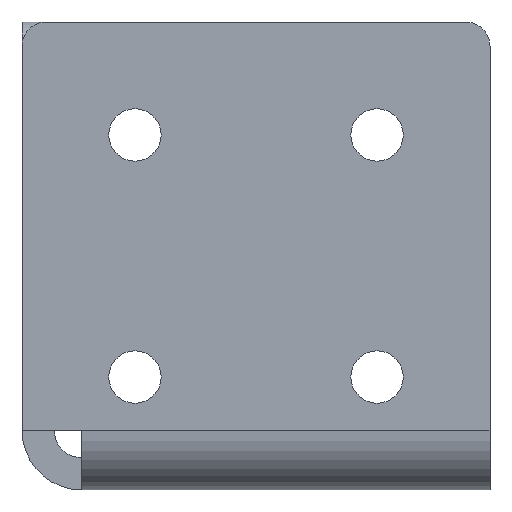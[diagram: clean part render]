
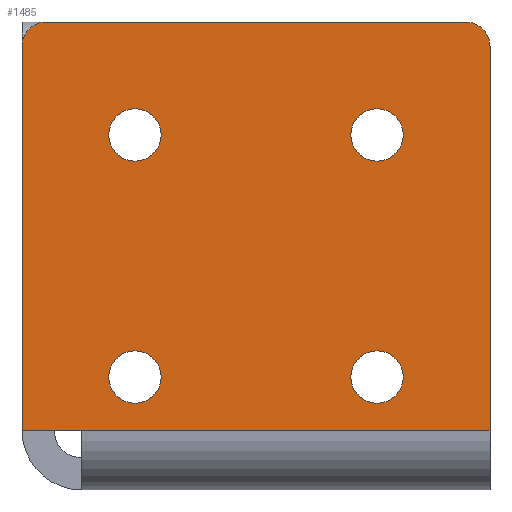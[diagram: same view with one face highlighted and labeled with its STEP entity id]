
A CAD part, front view. The second image highlights one B-rep face of the part: STEP entity #1485.
In plain terms, the highlighted planar face has unit normal (0, -1, 0).
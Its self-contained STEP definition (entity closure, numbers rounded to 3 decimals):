
#11 = ORIENTED_EDGE ( 'NONE', *, *, #1374, .F. ) ;
#18 = DIRECTION ( 'NONE',  ( 0., 0., 1. ) ) ;
#38 = CIRCLE ( 'NONE', #622, 1.5 ) ;
#65 = AXIS2_PLACEMENT_3D ( 'NONE', #486, #1300, #616 ) ;
#68 = DIRECTION ( 'NONE',  ( -1., 0., 0. ) ) ;
#75 = CIRCLE ( 'NONE', #383, 1.625 ) ;
#77 = DIRECTION ( 'NONE',  ( 0., 0., 1. ) ) ;
#79 = DIRECTION ( 'NONE',  ( 1., 0., 0. ) ) ;
#94 = ORIENTED_EDGE ( 'NONE', *, *, #675, .T. ) ;
#114 = DIRECTION ( 'NONE',  ( 0., 1., 0. ) ) ;
#116 = CARTESIAN_POINT ( 'NONE',  ( 7., 0., 21.625 ) ) ;
#119 = DIRECTION ( 'NONE',  ( -1., 0., 0. ) ) ;
#131 = EDGE_CURVE ( 'NONE', #613, #1058, #1504, .T. ) ;
#136 = EDGE_LOOP ( 'NONE', ( #511, #998 ) ) ;
#139 = LINE ( 'NONE', #898, #734 ) ;
#152 = VERTEX_POINT ( 'NONE', #723 ) ;
#158 = ORIENTED_EDGE ( 'NONE', *, *, #943, .T. ) ;
#186 = CARTESIAN_POINT ( 'NONE',  ( 7., 0., 18.375 ) ) ;
#187 = DIRECTION ( 'NONE',  ( 0., -1., 0. ) ) ;
#190 = VERTEX_POINT ( 'NONE', #1063 ) ;
#210 = AXIS2_PLACEMENT_3D ( 'NONE', #1475, #788, #77 ) ;
#243 = DIRECTION ( 'NONE',  ( 0., 1., 0. ) ) ;
#249 = DIRECTION ( 'NONE',  ( 0., 1., 0. ) ) ;
#252 = VERTEX_POINT ( 'NONE', #1278 ) ;
#270 = AXIS2_PLACEMENT_3D ( 'NONE', #934, #243, #1043 ) ;
#281 = FACE_OUTER_BOUND ( 'NONE', #1365, .T. ) ;
#292 = VERTEX_POINT ( 'NONE', #1388 ) ;
#307 = EDGE_CURVE ( 'NONE', #331, #856, #1107, .T. ) ;
#331 = VERTEX_POINT ( 'NONE', #116 ) ;
#338 = ORIENTED_EDGE ( 'NONE', *, *, #655, .T. ) ;
#344 = ORIENTED_EDGE ( 'NONE', *, *, #851, .T. ) ;
#353 = CARTESIAN_POINT ( 'NONE',  ( 29., 0., 25.5 ) ) ;
#354 = EDGE_CURVE ( 'NONE', #1058, #613, #75, .T. ) ;
#356 = CARTESIAN_POINT ( 'NONE',  ( 7., 0., 20. ) ) ;
#362 = CIRCLE ( 'NONE', #695, 1.625 ) ;
#376 = DIRECTION ( 'NONE',  ( 0., 1., 0. ) ) ;
#380 = DIRECTION ( 'NONE',  ( 0., 0., 1. ) ) ;
#383 = AXIS2_PLACEMENT_3D ( 'NONE', #1052, #376, #1180 ) ;
#390 = LINE ( 'NONE', #1227, #962 ) ;
#402 = VERTEX_POINT ( 'NONE', #623 ) ;
#403 = EDGE_CURVE ( 'NONE', #1368, #292, #362, .T. ) ;
#411 = CIRCLE ( 'NONE', #746, 1.625 ) ;
#427 = ORIENTED_EDGE ( 'NONE', *, *, #1071, .T. ) ;
#449 = AXIS2_PLACEMENT_3D ( 'NONE', #1259, #572, #1212 ) ;
#471 = DIRECTION ( 'NONE',  ( 0., 0., 1. ) ) ;
#486 = CARTESIAN_POINT ( 'NONE',  ( 22., 0., 20. ) ) ;
#496 = VECTOR ( 'NONE', #68, 1000. ) ;
#511 = ORIENTED_EDGE ( 'NONE', *, *, #307, .T. ) ;
#540 = CARTESIAN_POINT ( 'NONE',  ( 29., 0., 0. ) ) ;
#543 = CARTESIAN_POINT ( 'NONE',  ( 22., 0., 18.375 ) ) ;
#544 = CARTESIAN_POINT ( 'NONE',  ( 3.7, 0., 1.7 ) ) ;
#566 = FACE_BOUND ( 'NONE', #1334, .T. ) ;
#572 = DIRECTION ( 'NONE',  ( 0., -1., 0. ) ) ;
#587 = EDGE_LOOP ( 'NONE', ( #338, #94 ) ) ;
#606 = CARTESIAN_POINT ( 'NONE',  ( 27.5, 0., 27. ) ) ;
#613 = VERTEX_POINT ( 'NONE', #1160 ) ;
#616 = DIRECTION ( 'NONE',  ( 0., 0., 1. ) ) ;
#620 = CARTESIAN_POINT ( 'NONE',  ( 1.5, 0., 27. ) ) ;
#622 = AXIS2_PLACEMENT_3D ( 'NONE', #886, #187, #1000 ) ;
#623 = CARTESIAN_POINT ( 'NONE',  ( 22., 0., 3.375 ) ) ;
#648 = VERTEX_POINT ( 'NONE', #353 ) ;
#655 = EDGE_CURVE ( 'NONE', #1231, #402, #1019, .T. ) ;
#665 = AXIS2_PLACEMENT_3D ( 'NONE', #1412, #724, #18 ) ;
#667 = CARTESIAN_POINT ( 'NONE',  ( 22., 0., 6.625 ) ) ;
#675 = EDGE_CURVE ( 'NONE', #402, #1231, #411, .T. ) ;
#695 = AXIS2_PLACEMENT_3D ( 'NONE', #822, #114, #929 ) ;
#723 = CARTESIAN_POINT ( 'NONE',  ( 0., 0., 25.5 ) ) ;
#724 = DIRECTION ( 'NONE',  ( 0., 1., 0. ) ) ;
#734 = VECTOR ( 'NONE', #79, 1000. ) ;
#746 = AXIS2_PLACEMENT_3D ( 'NONE', #942, #249, #1048 ) ;
#788 = DIRECTION ( 'NONE',  ( 0., 1., 0. ) ) ;
#812 = ORIENTED_EDGE ( 'NONE', *, *, #1017, .T. ) ;
#820 = VERTEX_POINT ( 'NONE', #544 ) ;
#822 = CARTESIAN_POINT ( 'NONE',  ( 7., 0., 5. ) ) ;
#825 = ORIENTED_EDGE ( 'NONE', *, *, #131, .T. ) ;
#830 = ORIENTED_EDGE ( 'NONE', *, *, #354, .T. ) ;
#840 = CARTESIAN_POINT ( 'NONE',  ( 0., 0., 0. ) ) ;
#845 = ORIENTED_EDGE ( 'NONE', *, *, #1122, .T. ) ;
#846 = CIRCLE ( 'NONE', #449, 1.5 ) ;
#851 = EDGE_CURVE ( 'NONE', #1369, #1458, #1093, .T. ) ;
#856 = VERTEX_POINT ( 'NONE', #186 ) ;
#865 = FACE_BOUND ( 'NONE', #587, .T. ) ;
#886 = CARTESIAN_POINT ( 'NONE',  ( 27.5, 0., 25.5 ) ) ;
#898 = CARTESIAN_POINT ( 'NONE',  ( 29., 0., 1.7 ) ) ;
#916 = LINE ( 'NONE', #540, #1232 ) ;
#929 = DIRECTION ( 'NONE',  ( 0., 0., 1. ) ) ;
#933 = CARTESIAN_POINT ( 'NONE',  ( 0., 0., 1.7 ) ) ;
#934 = CARTESIAN_POINT ( 'NONE',  ( 22., 0., 5. ) ) ;
#939 = ORIENTED_EDGE ( 'NONE', *, *, #1239, .T. ) ;
#942 = CARTESIAN_POINT ( 'NONE',  ( 22., 0., 5. ) ) ;
#943 = EDGE_CURVE ( 'NONE', #190, #820, #139, .T. ) ;
#944 = EDGE_LOOP ( 'NONE', ( #825, #830 ) ) ;
#962 = VECTOR ( 'NONE', #1348, 1000. ) ;
#998 = ORIENTED_EDGE ( 'NONE', *, *, #1421, .T. ) ;
#1000 = DIRECTION ( 'NONE',  ( 0., 0., 1. ) ) ;
#1002 = VECTOR ( 'NONE', #119, 1000. ) ;
#1017 = EDGE_CURVE ( 'NONE', #252, #648, #916, .T. ) ;
#1019 = CIRCLE ( 'NONE', #270, 1.625 ) ;
#1043 = DIRECTION ( 'NONE',  ( 0., 0., 1. ) ) ;
#1048 = DIRECTION ( 'NONE',  ( 0., 0., 1. ) ) ;
#1052 = CARTESIAN_POINT ( 'NONE',  ( 22., 0., 20. ) ) ;
#1058 = VERTEX_POINT ( 'NONE', #543 ) ;
#1059 = DIRECTION ( 'NONE',  ( 0., 1., 0. ) ) ;
#1063 = CARTESIAN_POINT ( 'NONE',  ( 0., 0., 1.7 ) ) ;
#1071 = EDGE_CURVE ( 'NONE', #292, #1368, #1493, .T. ) ;
#1093 = LINE ( 'NONE', #1464, #496 ) ;
#1107 = CIRCLE ( 'NONE', #1416, 1.625 ) ;
#1122 = EDGE_CURVE ( 'NONE', #1458, #152, #846, .T. ) ;
#1156 = DIRECTION ( 'NONE',  ( 0., 1., 0. ) ) ;
#1159 = CARTESIAN_POINT ( 'NONE',  ( 7., 0., 3.375 ) ) ;
#1160 = CARTESIAN_POINT ( 'NONE',  ( 22., 0., 21.625 ) ) ;
#1173 = PLANE ( 'NONE',  #1198 ) ;
#1180 = DIRECTION ( 'NONE',  ( 0., 0., 1. ) ) ;
#1194 = EDGE_CURVE ( 'NONE', #152, #190, #390, .T. ) ;
#1198 = AXIS2_PLACEMENT_3D ( 'NONE', #840, #1059, #380 ) ;
#1207 = FACE_BOUND ( 'NONE', #136, .T. ) ;
#1212 = DIRECTION ( 'NONE',  ( 0., 0., 1. ) ) ;
#1225 = DIRECTION ( 'NONE',  ( 0., 0., 1. ) ) ;
#1227 = CARTESIAN_POINT ( 'NONE',  ( 0., 0., 0. ) ) ;
#1231 = VERTEX_POINT ( 'NONE', #667 ) ;
#1232 = VECTOR ( 'NONE', #1225, 1000. ) ;
#1239 = EDGE_CURVE ( 'NONE', #648, #1369, #38, .T. ) ;
#1247 = CIRCLE ( 'NONE', #665, 1.625 ) ;
#1256 = ORIENTED_EDGE ( 'NONE', *, *, #403, .T. ) ;
#1258 = ORIENTED_EDGE ( 'NONE', *, *, #1194, .T. ) ;
#1259 = CARTESIAN_POINT ( 'NONE',  ( 1.5, 0., 25.5 ) ) ;
#1278 = CARTESIAN_POINT ( 'NONE',  ( 29., 0., 1.7 ) ) ;
#1300 = DIRECTION ( 'NONE',  ( 0., 1., 0. ) ) ;
#1321 = LINE ( 'NONE', #933, #1002 ) ;
#1334 = EDGE_LOOP ( 'NONE', ( #427, #1256 ) ) ;
#1348 = DIRECTION ( 'NONE',  ( 0., 0., -1. ) ) ;
#1365 = EDGE_LOOP ( 'NONE', ( #344, #845, #1258, #158, #11, #812, #939 ) ) ;
#1368 = VERTEX_POINT ( 'NONE', #1159 ) ;
#1369 = VERTEX_POINT ( 'NONE', #606 ) ;
#1374 = EDGE_CURVE ( 'NONE', #252, #820, #1321, .T. ) ;
#1388 = CARTESIAN_POINT ( 'NONE',  ( 7., 0., 6.625 ) ) ;
#1412 = CARTESIAN_POINT ( 'NONE',  ( 7., 0., 20. ) ) ;
#1416 = AXIS2_PLACEMENT_3D ( 'NONE', #356, #1156, #471 ) ;
#1421 = EDGE_CURVE ( 'NONE', #856, #331, #1247, .T. ) ;
#1458 = VERTEX_POINT ( 'NONE', #620 ) ;
#1464 = CARTESIAN_POINT ( 'NONE',  ( 0., 0., 27. ) ) ;
#1475 = CARTESIAN_POINT ( 'NONE',  ( 7., 0., 5. ) ) ;
#1479 = FACE_BOUND ( 'NONE', #944, .T. ) ;
#1485 = ADVANCED_FACE ( 'NONE', ( #566, #1207, #865, #1479, #281 ), #1173, .F. ) ;
#1493 = CIRCLE ( 'NONE', #210, 1.625 ) ;
#1504 = CIRCLE ( 'NONE', #65, 1.625 ) ;
